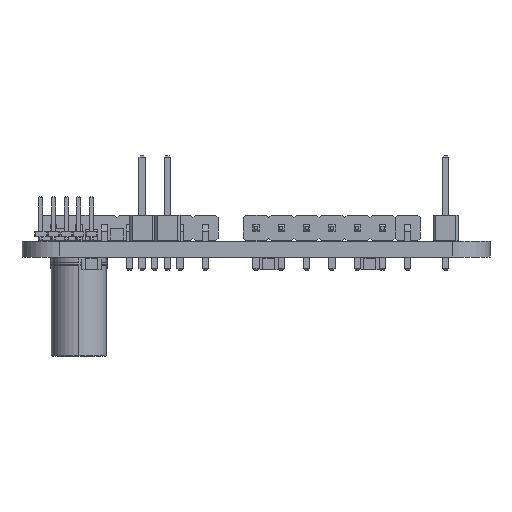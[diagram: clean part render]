
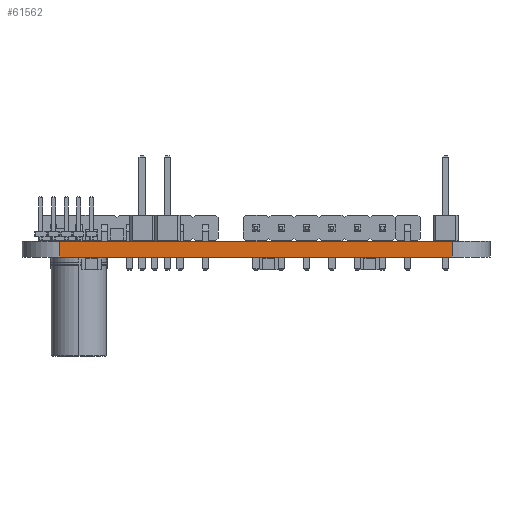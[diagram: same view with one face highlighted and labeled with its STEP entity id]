
A CAD part, left-side view. The second image highlights one B-rep face of the part: STEP entity #61562.
In plain terms, the highlighted planar face has unit normal (-1, 0, 0).
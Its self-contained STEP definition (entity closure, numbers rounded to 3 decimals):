
#56072 = PLANE('',#56073);
#56073 = AXIS2_PLACEMENT_3D('',#56074,#56075,#56076);
#56074 = CARTESIAN_POINT('',(100.013,-105.41,1.6));
#56075 = DIRECTION('',(0.,0.,1.));
#56076 = DIRECTION('',(1.,0.,-0.));
#56127 = PLANE('',#56128);
#56128 = AXIS2_PLACEMENT_3D('',#56129,#56130,#56131);
#56129 = CARTESIAN_POINT('',(100.013,-105.41,0.));
#56130 = DIRECTION('',(0.,0.,1.));
#56131 = DIRECTION('',(1.,0.,-0.));
#56160 = CYLINDRICAL_SURFACE('',#56161,3.81);
#56161 = AXIS2_PLACEMENT_3D('',#56162,#56163,#56164);
#56162 = CARTESIAN_POINT('',(71.755,-125.095,0.));
#56163 = DIRECTION('',(-0.,-0.,-1.));
#56164 = DIRECTION('',(1.,0.,-0.));
#56349 = VERTEX_POINT('',#56350);
#56350 = CARTESIAN_POINT('',(67.945,-85.725,0.));
#56365 = CYLINDRICAL_SURFACE('',#56366,3.81);
#56366 = AXIS2_PLACEMENT_3D('',#56367,#56368,#56369);
#56367 = CARTESIAN_POINT('',(71.755,-85.725,0.));
#56368 = DIRECTION('',(-0.,-0.,-1.));
#56369 = DIRECTION('',(1.,0.,-0.));
#56377 = EDGE_CURVE('',#56349,#56378,#56380,.T.);
#56378 = VERTEX_POINT('',#56379);
#56379 = CARTESIAN_POINT('',(67.945,-125.095,0.));
#56380 = SURFACE_CURVE('',#56381,(#56385,#56392),.PCURVE_S1.);
#56381 = LINE('',#56382,#56383);
#56382 = CARTESIAN_POINT('',(67.945,-85.725,0.));
#56383 = VECTOR('',#56384,1.);
#56384 = DIRECTION('',(0.,-1.,0.));
#56385 = PCURVE('',#56127,#56386);
#56386 = DEFINITIONAL_REPRESENTATION('',(#56387),#56391);
#56387 = LINE('',#56388,#56389);
#56388 = CARTESIAN_POINT('',(-32.068,19.685));
#56389 = VECTOR('',#56390,1.);
#56390 = DIRECTION('',(0.,-1.));
#56391 = ( GEOMETRIC_REPRESENTATION_CONTEXT(2) 
PARAMETRIC_REPRESENTATION_CONTEXT() REPRESENTATION_CONTEXT('2D SPACE',''
  ) );
#56392 = PCURVE('',#56393,#56398);
#56393 = PLANE('',#56394);
#56394 = AXIS2_PLACEMENT_3D('',#56395,#56396,#56397);
#56395 = CARTESIAN_POINT('',(67.945,-85.725,0.));
#56396 = DIRECTION('',(1.,0.,0.));
#56397 = DIRECTION('',(0.,-1.,0.));
#56398 = DEFINITIONAL_REPRESENTATION('',(#56399),#56403);
#56399 = LINE('',#56400,#56401);
#56400 = CARTESIAN_POINT('',(0.,0.));
#56401 = VECTOR('',#56402,1.);
#56402 = DIRECTION('',(1.,0.));
#56403 = ( GEOMETRIC_REPRESENTATION_CONTEXT(2) 
PARAMETRIC_REPRESENTATION_CONTEXT() REPRESENTATION_CONTEXT('2D SPACE',''
  ) );
#59178 = VERTEX_POINT('',#59179);
#59179 = CARTESIAN_POINT('',(67.945,-85.725,1.6));
#59201 = EDGE_CURVE('',#59178,#59202,#59204,.T.);
#59202 = VERTEX_POINT('',#59203);
#59203 = CARTESIAN_POINT('',(67.945,-125.095,1.6));
#59204 = SURFACE_CURVE('',#59205,(#59209,#59216),.PCURVE_S1.);
#59205 = LINE('',#59206,#59207);
#59206 = CARTESIAN_POINT('',(67.945,-85.725,1.6));
#59207 = VECTOR('',#59208,1.);
#59208 = DIRECTION('',(0.,-1.,0.));
#59209 = PCURVE('',#56072,#59210);
#59210 = DEFINITIONAL_REPRESENTATION('',(#59211),#59215);
#59211 = LINE('',#59212,#59213);
#59212 = CARTESIAN_POINT('',(-32.068,19.685));
#59213 = VECTOR('',#59214,1.);
#59214 = DIRECTION('',(0.,-1.));
#59215 = ( GEOMETRIC_REPRESENTATION_CONTEXT(2) 
PARAMETRIC_REPRESENTATION_CONTEXT() REPRESENTATION_CONTEXT('2D SPACE',''
  ) );
#59216 = PCURVE('',#56393,#59217);
#59217 = DEFINITIONAL_REPRESENTATION('',(#59218),#59222);
#59218 = LINE('',#59219,#59220);
#59219 = CARTESIAN_POINT('',(0.,-1.6));
#59220 = VECTOR('',#59221,1.);
#59221 = DIRECTION('',(1.,0.));
#59222 = ( GEOMETRIC_REPRESENTATION_CONTEXT(2) 
PARAMETRIC_REPRESENTATION_CONTEXT() REPRESENTATION_CONTEXT('2D SPACE',''
  ) );
#61512 = EDGE_CURVE('',#56378,#59202,#61513,.T.);
#61513 = SURFACE_CURVE('',#61514,(#61518,#61525),.PCURVE_S1.);
#61514 = LINE('',#61515,#61516);
#61515 = CARTESIAN_POINT('',(67.945,-125.095,0.));
#61516 = VECTOR('',#61517,1.);
#61517 = DIRECTION('',(0.,0.,1.));
#61518 = PCURVE('',#56160,#61519);
#61519 = DEFINITIONAL_REPRESENTATION('',(#61520),#61524);
#61520 = LINE('',#61521,#61522);
#61521 = CARTESIAN_POINT('',(-3.142,0.));
#61522 = VECTOR('',#61523,1.);
#61523 = DIRECTION('',(-0.,-1.));
#61524 = ( GEOMETRIC_REPRESENTATION_CONTEXT(2) 
PARAMETRIC_REPRESENTATION_CONTEXT() REPRESENTATION_CONTEXT('2D SPACE',''
  ) );
#61525 = PCURVE('',#56393,#61526);
#61526 = DEFINITIONAL_REPRESENTATION('',(#61527),#61531);
#61527 = LINE('',#61528,#61529);
#61528 = CARTESIAN_POINT('',(39.37,0.));
#61529 = VECTOR('',#61530,1.);
#61530 = DIRECTION('',(0.,-1.));
#61531 = ( GEOMETRIC_REPRESENTATION_CONTEXT(2) 
PARAMETRIC_REPRESENTATION_CONTEXT() REPRESENTATION_CONTEXT('2D SPACE',''
  ) );
#61562 = ADVANCED_FACE('',(#61563),#56393,.F.);
#61563 = FACE_BOUND('',#61564,.F.);
#61564 = EDGE_LOOP('',(#61565,#61586,#61587,#61588));
#61565 = ORIENTED_EDGE('',*,*,#61566,.T.);
#61566 = EDGE_CURVE('',#56349,#59178,#61567,.T.);
#61567 = SURFACE_CURVE('',#61568,(#61572,#61579),.PCURVE_S1.);
#61568 = LINE('',#61569,#61570);
#61569 = CARTESIAN_POINT('',(67.945,-85.725,0.));
#61570 = VECTOR('',#61571,1.);
#61571 = DIRECTION('',(0.,0.,1.));
#61572 = PCURVE('',#56393,#61573);
#61573 = DEFINITIONAL_REPRESENTATION('',(#61574),#61578);
#61574 = LINE('',#61575,#61576);
#61575 = CARTESIAN_POINT('',(0.,0.));
#61576 = VECTOR('',#61577,1.);
#61577 = DIRECTION('',(0.,-1.));
#61578 = ( GEOMETRIC_REPRESENTATION_CONTEXT(2) 
PARAMETRIC_REPRESENTATION_CONTEXT() REPRESENTATION_CONTEXT('2D SPACE',''
  ) );
#61579 = PCURVE('',#56365,#61580);
#61580 = DEFINITIONAL_REPRESENTATION('',(#61581),#61585);
#61581 = LINE('',#61582,#61583);
#61582 = CARTESIAN_POINT('',(-3.142,0.));
#61583 = VECTOR('',#61584,1.);
#61584 = DIRECTION('',(-0.,-1.));
#61585 = ( GEOMETRIC_REPRESENTATION_CONTEXT(2) 
PARAMETRIC_REPRESENTATION_CONTEXT() REPRESENTATION_CONTEXT('2D SPACE',''
  ) );
#61586 = ORIENTED_EDGE('',*,*,#59201,.T.);
#61587 = ORIENTED_EDGE('',*,*,#61512,.F.);
#61588 = ORIENTED_EDGE('',*,*,#56377,.F.);
